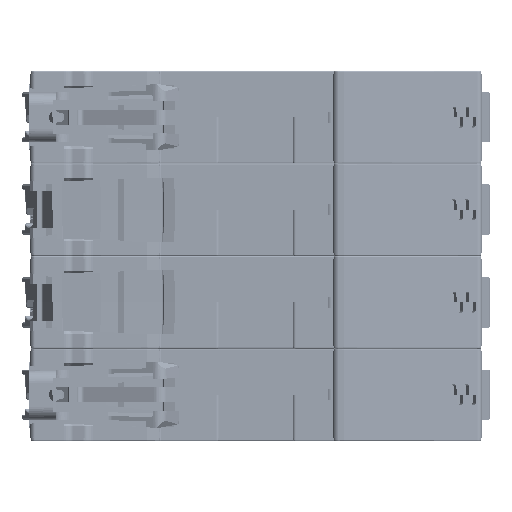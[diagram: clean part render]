
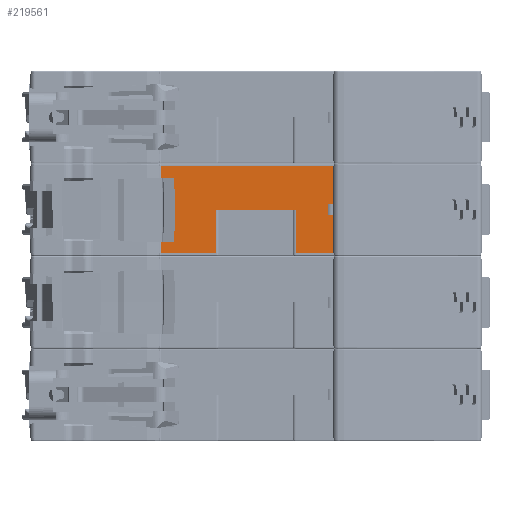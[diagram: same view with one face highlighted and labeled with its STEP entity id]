
A CAD part, front view. The second image highlights one B-rep face of the part: STEP entity #219561.
In plain terms, the highlighted planar face has unit normal (0, -1, 0).
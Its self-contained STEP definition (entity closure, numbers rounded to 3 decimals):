
#52504=DIRECTION('',(0.,0.,1.));
#52505=VECTOR('',#52504,16.42);
#52506=CARTESIAN_POINT('',(17.2,-56.5,-25.61));
#52507=LINE('',#52506,#52505);
#52522=DIRECTION('',(0.,0.,-1.));
#52523=VECTOR('',#52522,8.21);
#52524=CARTESIAN_POINT('',(7.447,-56.5,-17.4));
#52525=LINE('',#52524,#52523);
#52526=DIRECTION('',(-1.,0.,0.));
#52527=VECTOR('',#52526,14.894);
#52528=CARTESIAN_POINT('',(7.447,-56.5,-17.4));
#52529=LINE('',#52528,#52527);
#52530=DIRECTION('',(0.,0.,1.));
#52531=VECTOR('',#52530,8.21);
#52532=CARTESIAN_POINT('',(-7.447,-56.5,-25.61));
#52533=LINE('',#52532,#52531);
#52534=DIRECTION('',(-1.,0.,0.));
#52535=VECTOR('',#52534,10.352);
#52536=CARTESIAN_POINT('',(-7.447,-56.5,-25.61));
#52537=LINE('',#52536,#52535);
#52538=DIRECTION('',(0.,0.,-1.));
#52539=VECTOR('',#52538,2.21);
#52540=CARTESIAN_POINT('',(-17.799,-56.5,-23.4));
#52541=LINE('',#52540,#52539);
#52542=DIRECTION('',(-0.036,0.,-0.999));
#52543=VECTOR('',#52542,6.004);
#52544=CARTESIAN_POINT('',(-15.184,-56.5,-17.4));
#52545=LINE('',#52544,#52543);
#52546=DIRECTION('',(-0.036,0.,0.999));
#52547=VECTOR('',#52546,6.004);
#52548=CARTESIAN_POINT('',(-15.184,-56.5,-17.4));
#52549=LINE('',#52548,#52547);
#52550=DIRECTION('',(0.,0.,1.));
#52551=VECTOR('',#52550,2.21);
#52552=CARTESIAN_POINT('',(-17.799,-56.5,-11.4));
#52553=LINE('',#52552,#52551);
#52554=DIRECTION('',(-1.,0.,0.));
#52555=VECTOR('',#52554,34.999);
#52556=CARTESIAN_POINT('',(17.2,-56.5,-9.19));
#52557=LINE('',#52556,#52555);
#52558=DIRECTION('',(-1.,0.,0.));
#52559=VECTOR('',#52558,9.753);
#52560=CARTESIAN_POINT('',(17.2,-56.5,-25.61));
#52561=LINE('',#52560,#52559);
#52562=DIRECTION('',(-1.,0.,0.));
#52563=VECTOR('',#52562,1.442);
#52564=CARTESIAN_POINT('',(15.021,-56.5,-16.4));
#52565=LINE('',#52564,#52563);
#52566=DIRECTION('',(1.,0.,0.));
#52567=VECTOR('',#52566,1.442);
#52568=CARTESIAN_POINT('',(13.579,-56.5,-18.4));
#52569=LINE('',#52568,#52567);
#53393=DIRECTION('',(1.,0.,0.));
#53394=VECTOR('',#53393,2.399);
#53395=CARTESIAN_POINT('',(-17.799,-56.5,-11.4));
#53396=LINE('',#53395,#53394);
#53617=DIRECTION('',(-1.,0.,0.));
#53618=VECTOR('',#53617,2.399);
#53619=CARTESIAN_POINT('',(-15.4,-56.5,-23.4));
#53620=LINE('',#53619,#53618);
#55748=DIRECTION('',(0.,0.,1.));
#55749=VECTOR('',#55748,2.);
#55750=CARTESIAN_POINT('',(13.579,-56.5,-18.4));
#55751=LINE('',#55750,#55749);
#55752=DIRECTION('',(0.,0.,-1.));
#55753=VECTOR('',#55752,2.);
#55754=CARTESIAN_POINT('',(15.021,-56.5,-16.4));
#55755=LINE('',#55754,#55753);
#138505=CARTESIAN_POINT('',(-17.799,-56.5,-23.4));
#138506=VERTEX_POINT('',#138505);
#138507=CARTESIAN_POINT('',(13.579,-56.5,-18.4));
#138508=CARTESIAN_POINT('',(15.021,-56.5,-18.4));
#138509=VERTEX_POINT('',#138507);
#138510=VERTEX_POINT('',#138508);
#138953=CARTESIAN_POINT('',(-15.4,-56.5,-23.4));
#138954=VERTEX_POINT('',#138953);
#139911=CARTESIAN_POINT('',(-17.799,-56.5,-25.61));
#139912=VERTEX_POINT('',#139911);
#139913=CARTESIAN_POINT('',(17.2,-56.5,-25.61));
#139914=VERTEX_POINT('',#139913);
#140266=CARTESIAN_POINT('',(7.447,-56.5,-25.61));
#140268=VERTEX_POINT('',#140266);
#140271=CARTESIAN_POINT('',(-7.447,-56.5,-25.61));
#140273=VERTEX_POINT('',#140271);
#141580=CARTESIAN_POINT('',(-17.799,-56.5,-11.4));
#141582=VERTEX_POINT('',#141580);
#141798=CARTESIAN_POINT('',(15.021,-56.5,-16.4));
#141799=CARTESIAN_POINT('',(13.579,-56.5,-16.4));
#141800=VERTEX_POINT('',#141798);
#141801=VERTEX_POINT('',#141799);
#141973=CARTESIAN_POINT('',(17.2,-56.5,-9.19));
#141974=CARTESIAN_POINT('',(-17.799,-56.5,-9.19));
#141975=VERTEX_POINT('',#141973);
#141976=VERTEX_POINT('',#141974);
#143460=CARTESIAN_POINT('',(-15.4,-56.5,-11.4));
#143462=VERTEX_POINT('',#143460);
#144758=CARTESIAN_POINT('',(-15.184,-56.5,-17.4));
#144759=VERTEX_POINT('',#144758);
#144888=CARTESIAN_POINT('',(7.447,-56.5,-17.4));
#144889=VERTEX_POINT('',#144888);
#144890=CARTESIAN_POINT('',(-7.447,-56.5,-17.4));
#144891=VERTEX_POINT('',#144890);
#219522=CARTESIAN_POINT('',(0.,-56.5,-17.4));
#219523=DIRECTION('',(0.,-1.,0.));
#219524=DIRECTION('',(-1.,0.,0.));
#219525=AXIS2_PLACEMENT_3D('',#219522,#219523,#219524);
#219526=PLANE('',#219525);
#219528=ORIENTED_EDGE('',*,*,#219527,.F.);
#219530=ORIENTED_EDGE('',*,*,#219529,.T.);
#219532=ORIENTED_EDGE('',*,*,#219531,.F.);
#219533=ORIENTED_EDGE('',*,*,#196825,.T.);
#219535=ORIENTED_EDGE('',*,*,#219534,.F.);
#219537=ORIENTED_EDGE('',*,*,#219536,.F.);
#219539=ORIENTED_EDGE('',*,*,#219538,.F.);
#219541=ORIENTED_EDGE('',*,*,#219540,.T.);
#219543=ORIENTED_EDGE('',*,*,#219542,.F.);
#219545=ORIENTED_EDGE('',*,*,#219544,.T.);
#219546=ORIENTED_EDGE('',*,*,#186296,.F.);
#219547=ORIENTED_EDGE('',*,*,#219514,.F.);
#219548=ORIENTED_EDGE('',*,*,#196833,.T.);
#219549=EDGE_LOOP('',(#219528,#219530,#219532,#219533,#219535,#219537,#219539,
#219541,#219543,#219545,#219546,#219547,#219548));
#219550=FACE_OUTER_BOUND('',#219549,.F.);
#219552=ORIENTED_EDGE('',*,*,#219551,.F.);
#219554=ORIENTED_EDGE('',*,*,#219553,.T.);
#219556=ORIENTED_EDGE('',*,*,#219555,.F.);
#219558=ORIENTED_EDGE('',*,*,#219557,.T.);
#219559=EDGE_LOOP('',(#219552,#219554,#219556,#219558));
#219560=FACE_BOUND('',#219559,.F.);
#186296=EDGE_CURVE('',#141975,#141976,#52557,.T.);
#196825=EDGE_CURVE('',#140273,#139912,#52537,.T.);
#196833=EDGE_CURVE('',#139914,#140268,#52561,.T.);
#219514=EDGE_CURVE('',#139914,#141975,#52507,.T.);
#219527=EDGE_CURVE('',#144889,#140268,#52525,.T.);
#219529=EDGE_CURVE('',#144889,#144891,#52529,.T.);
#219531=EDGE_CURVE('',#140273,#144891,#52533,.T.);
#219534=EDGE_CURVE('',#138506,#139912,#52541,.T.);
#219536=EDGE_CURVE('',#138954,#138506,#53620,.T.);
#219538=EDGE_CURVE('',#144759,#138954,#52545,.T.);
#219540=EDGE_CURVE('',#144759,#143462,#52549,.T.);
#219542=EDGE_CURVE('',#141582,#143462,#53396,.T.);
#219544=EDGE_CURVE('',#141582,#141976,#52553,.T.);
#219551=EDGE_CURVE('',#141800,#138510,#55755,.T.);
#219553=EDGE_CURVE('',#141800,#141801,#52565,.T.);
#219555=EDGE_CURVE('',#138509,#141801,#55751,.T.);
#219557=EDGE_CURVE('',#138509,#138510,#52569,.T.);
#219561=ADVANCED_FACE('',(#219550,#219560),#219526,.T.);
